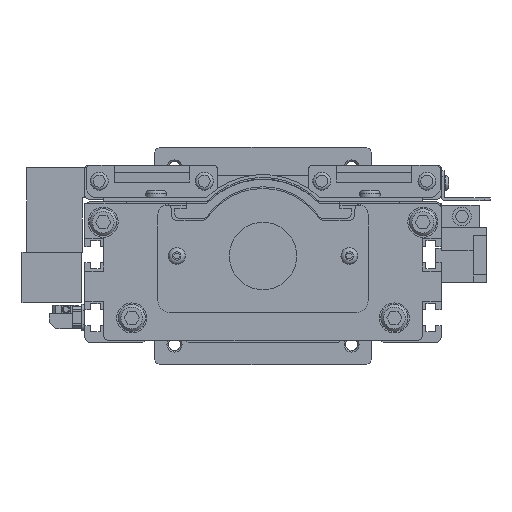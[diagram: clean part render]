
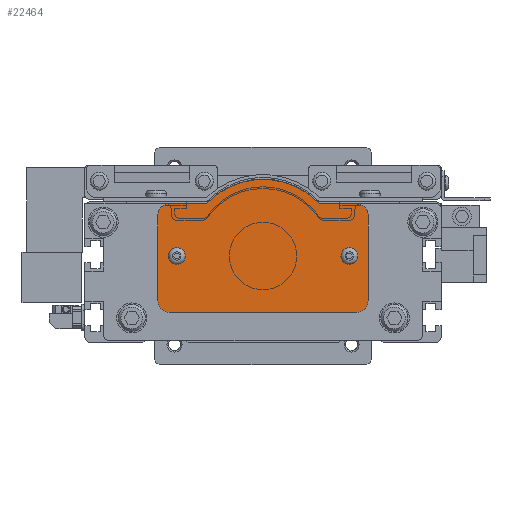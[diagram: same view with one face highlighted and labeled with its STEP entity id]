
A CAD part, left-side view. The second image highlights one B-rep face of the part: STEP entity #22464.
In plain terms, the highlighted planar face has unit normal (-1, 0, 0).
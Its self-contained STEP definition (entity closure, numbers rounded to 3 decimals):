
#368=FACE_BOUND('',#3659,.T.);
#369=FACE_BOUND('',#3660,.T.);
#742=PLANE('',#24515);
#2219=FACE_OUTER_BOUND('',#3658,.T.);
#3658=EDGE_LOOP('',(#17309,#17310,#17311,#17312,#17313,#17314,#17315,#17316,
#17317,#17318,#17319,#17320));
#3659=EDGE_LOOP('',(#17321));
#3660=EDGE_LOOP('',(#17322));
#5026=CIRCLE('',#24516,3.04);
#5027=CIRCLE('',#24517,1.52);
#5028=CIRCLE('',#24518,20.5);
#5029=CIRCLE('',#24519,1.52);
#5030=CIRCLE('',#24520,3.04);
#5031=CIRCLE('',#24521,3.04);
#5032=CIRCLE('',#24522,3.04);
#5033=CIRCLE('',#24523,2.25);
#5034=CIRCLE('',#24524,2.25);
#6345=LINE('',#35815,#8264);
#6346=LINE('',#35819,#8265);
#6347=LINE('',#35827,#8266);
#6348=LINE('',#35831,#8267);
#6349=LINE('',#35835,#8268);
#8264=VECTOR('',#28931,1000.);
#8265=VECTOR('',#28934,1000.);
#8266=VECTOR('',#28941,1000.);
#8267=VECTOR('',#28944,1000.);
#8268=VECTOR('',#28947,1000.);
#10301=VERTEX_POINT('',#35813);
#10302=VERTEX_POINT('',#35814);
#10303=VERTEX_POINT('',#35816);
#10304=VERTEX_POINT('',#35818);
#10305=VERTEX_POINT('',#35820);
#10306=VERTEX_POINT('',#35822);
#10307=VERTEX_POINT('',#35824);
#10308=VERTEX_POINT('',#35826);
#10309=VERTEX_POINT('',#35828);
#10310=VERTEX_POINT('',#35830);
#10311=VERTEX_POINT('',#35832);
#10312=VERTEX_POINT('',#35834);
#10313=VERTEX_POINT('',#35837);
#10314=VERTEX_POINT('',#35839);
#12804=EDGE_CURVE('',#10301,#10302,#6345,.T.);
#12805=EDGE_CURVE('',#10303,#10301,#5026,.T.);
#12806=EDGE_CURVE('',#10304,#10303,#6346,.T.);
#12807=EDGE_CURVE('',#10304,#10305,#5027,.T.);
#12808=EDGE_CURVE('',#10306,#10305,#5028,.T.);
#12809=EDGE_CURVE('',#10306,#10307,#5029,.T.);
#12810=EDGE_CURVE('',#10308,#10307,#6347,.T.);
#12811=EDGE_CURVE('',#10309,#10308,#5030,.T.);
#12812=EDGE_CURVE('',#10310,#10309,#6348,.T.);
#12813=EDGE_CURVE('',#10311,#10310,#5031,.T.);
#12814=EDGE_CURVE('',#10312,#10311,#6349,.T.);
#12815=EDGE_CURVE('',#10302,#10312,#5032,.T.);
#12816=EDGE_CURVE('',#10313,#10313,#5033,.F.);
#12817=EDGE_CURVE('',#10314,#10314,#5034,.F.);
#17309=ORIENTED_EDGE('',*,*,#12804,.F.);
#17310=ORIENTED_EDGE('',*,*,#12805,.F.);
#17311=ORIENTED_EDGE('',*,*,#12806,.F.);
#17312=ORIENTED_EDGE('',*,*,#12807,.T.);
#17313=ORIENTED_EDGE('',*,*,#12808,.F.);
#17314=ORIENTED_EDGE('',*,*,#12809,.T.);
#17315=ORIENTED_EDGE('',*,*,#12810,.F.);
#17316=ORIENTED_EDGE('',*,*,#12811,.F.);
#17317=ORIENTED_EDGE('',*,*,#12812,.F.);
#17318=ORIENTED_EDGE('',*,*,#12813,.F.);
#17319=ORIENTED_EDGE('',*,*,#12814,.F.);
#17320=ORIENTED_EDGE('',*,*,#12815,.F.);
#17321=ORIENTED_EDGE('',*,*,#12816,.F.);
#17322=ORIENTED_EDGE('',*,*,#12817,.F.);
#22464=ADVANCED_FACE('',(#2219,#368,#369),#742,.F.);
#24515=AXIS2_PLACEMENT_3D('',#35812,#28929,#28930);
#24516=AXIS2_PLACEMENT_3D('',#35817,#28932,#28933);
#24517=AXIS2_PLACEMENT_3D('',#35821,#28935,#28936);
#24518=AXIS2_PLACEMENT_3D('',#35823,#28937,#28938);
#24519=AXIS2_PLACEMENT_3D('',#35825,#28939,#28940);
#24520=AXIS2_PLACEMENT_3D('',#35829,#28942,#28943);
#24521=AXIS2_PLACEMENT_3D('',#35833,#28945,#28946);
#24522=AXIS2_PLACEMENT_3D('',#35836,#28948,#28949);
#24523=AXIS2_PLACEMENT_3D('',#35838,#28950,#28951);
#24524=AXIS2_PLACEMENT_3D('',#35840,#28952,#28953);
#28929=DIRECTION('center_axis',(1.,0.,0.));
#28930=DIRECTION('ref_axis',(0.,0.,-1.));
#28931=DIRECTION('',(0.,-1.,0.));
#28932=DIRECTION('center_axis',(1.,0.,0.));
#28933=DIRECTION('ref_axis',(0.,0.,-1.));
#28934=DIRECTION('',(0.,0.,1.));
#28935=DIRECTION('center_axis',(1.,0.,0.));
#28936=DIRECTION('ref_axis',(0.,0.,-1.));
#28937=DIRECTION('center_axis',(1.,0.,0.));
#28938=DIRECTION('ref_axis',(0.,0.,-1.));
#28939=DIRECTION('center_axis',(1.,0.,0.));
#28940=DIRECTION('ref_axis',(0.,0.,-1.));
#28941=DIRECTION('',(0.,0.,1.));
#28942=DIRECTION('center_axis',(1.,0.,0.));
#28943=DIRECTION('ref_axis',(0.,0.,-1.));
#28944=DIRECTION('',(0.,1.,0.));
#28945=DIRECTION('center_axis',(1.,0.,0.));
#28946=DIRECTION('ref_axis',(0.,0.,-1.));
#28947=DIRECTION('',(0.,0.,-1.));
#28948=DIRECTION('center_axis',(1.,0.,0.));
#28949=DIRECTION('ref_axis',(0.,0.,-1.));
#28950=DIRECTION('center_axis',(1.,0.,0.));
#28951=DIRECTION('ref_axis',(0.,0.,-1.));
#28952=DIRECTION('center_axis',(1.,0.,0.));
#28953=DIRECTION('ref_axis',(0.,0.,-1.));
#35812=CARTESIAN_POINT('Origin',(-1.5,10.54,24.96));
#35813=CARTESIAN_POINT('',(-1.5,33.46,28.));
#35814=CARTESIAN_POINT('',(-1.5,10.54,28.));
#35815=CARTESIAN_POINT('',(-1.5,33.46,28.));
#35816=CARTESIAN_POINT('',(-1.5,36.5,24.96));
#35817=CARTESIAN_POINT('Origin',(-1.5,33.46,24.96));
#35818=CARTESIAN_POINT('',(-1.5,36.5,15.621));
#35819=CARTESIAN_POINT('',(-1.5,36.5,15.621));
#35820=CARTESIAN_POINT('',(-1.5,36.949,14.543));
#35821=CARTESIAN_POINT('Origin',(-1.5,38.02,15.621));
#35822=CARTESIAN_POINT('',(-1.5,36.949,-14.543));
#35823=CARTESIAN_POINT('Origin',(-1.5,22.5,0.));
#35824=CARTESIAN_POINT('',(-1.5,36.5,-15.621));
#35825=CARTESIAN_POINT('Origin',(-1.5,38.02,-15.621));
#35826=CARTESIAN_POINT('',(-1.5,36.5,-24.96));
#35827=CARTESIAN_POINT('',(-1.5,36.5,-24.96));
#35828=CARTESIAN_POINT('',(-1.5,33.46,-28.));
#35829=CARTESIAN_POINT('Origin',(-1.5,33.46,-24.96));
#35830=CARTESIAN_POINT('',(-1.5,10.54,-28.));
#35831=CARTESIAN_POINT('',(-1.5,10.54,-28.));
#35832=CARTESIAN_POINT('',(-1.5,7.5,-24.96));
#35833=CARTESIAN_POINT('Origin',(-1.5,10.54,-24.96));
#35834=CARTESIAN_POINT('',(-1.5,7.5,24.96));
#35835=CARTESIAN_POINT('',(-1.5,7.5,24.96));
#35836=CARTESIAN_POINT('Origin',(-1.5,10.54,24.96));
#35837=CARTESIAN_POINT('',(-1.5,22.5,-20.75));
#35838=CARTESIAN_POINT('Origin',(-1.5,22.5,-23.));
#35839=CARTESIAN_POINT('',(-1.5,22.5,25.25));
#35840=CARTESIAN_POINT('Origin',(-1.5,22.5,23.));
